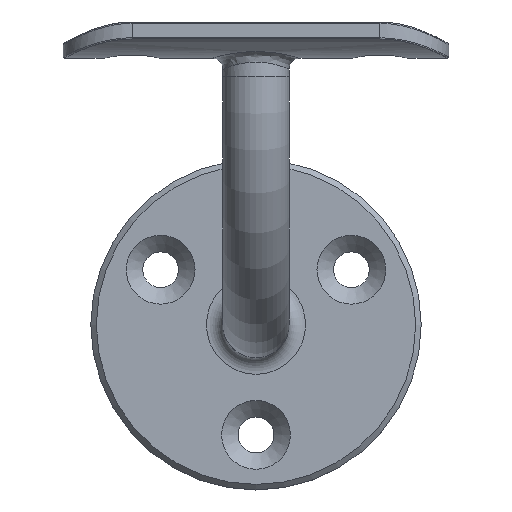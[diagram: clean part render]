
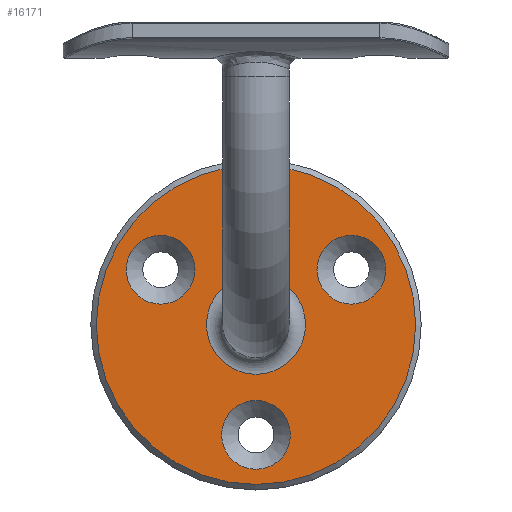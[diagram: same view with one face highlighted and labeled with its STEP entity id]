
A CAD part, top view. The second image highlights one B-rep face of the part: STEP entity #16171.
In plain terms, the highlighted planar face has unit normal (0, 0, 1).
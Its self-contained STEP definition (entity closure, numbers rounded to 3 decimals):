
#371 = VERTEX_POINT ( 'NONE', #7920 ) ;
#632 = ORIENTED_EDGE ( 'NONE', *, *, #14028, .F. ) ;
#969 = DIRECTION ( 'NONE',  ( 1., 0., 0. ) ) ;
#974 = ORIENTED_EDGE ( 'NONE', *, *, #2142, .F. ) ;
#1035 = CIRCLE ( 'NONE', #7001, 6.25 ) ;
#1146 = CARTESIAN_POINT ( 'NONE',  ( -11.071, 10., 5.5 ) ) ;
#1245 = CARTESIAN_POINT ( 'NONE',  ( 0., 0., 5.5 ) ) ;
#1937 = AXIS2_PLACEMENT_3D ( 'NONE', #1245, #9139, #3727 ) ;
#2142 = EDGE_CURVE ( 'NONE', #10143, #10143, #4580, .T. ) ;
#2162 = EDGE_CURVE ( 'NONE', #15655, #15655, #1035, .T. ) ;
#2218 = CARTESIAN_POINT ( 'NONE',  ( -17.321, 10., 5.5 ) ) ;
#2247 = FACE_BOUND ( 'NONE', #8942, .T. ) ;
#3045 = AXIS2_PLACEMENT_3D ( 'NONE', #9708, #4354, #16612 ) ;
#3564 = DIRECTION ( 'NONE',  ( 1., 0., 0. ) ) ;
#3712 = EDGE_LOOP ( 'NONE', ( #12833 ) ) ;
#3727 = DIRECTION ( 'NONE',  ( 1., 0., 0. ) ) ;
#4354 = DIRECTION ( 'NONE',  ( 0., 0., 1. ) ) ;
#4580 = CIRCLE ( 'NONE', #14471, 6.25 ) ;
#4855 = EDGE_LOOP ( 'NONE', ( #6811 ) ) ;
#4912 = CARTESIAN_POINT ( 'NONE',  ( 0., -20., 5.5 ) ) ;
#5150 = AXIS2_PLACEMENT_3D ( 'NONE', #7685, #17062, #14247 ) ;
#5306 = CARTESIAN_POINT ( 'NONE',  ( 9., 0., 5.5 ) ) ;
#5393 = CIRCLE ( 'NONE', #3045, 6.25 ) ;
#5887 = EDGE_LOOP ( 'NONE', ( #8765 ) ) ;
#6468 = CARTESIAN_POINT ( 'NONE',  ( 6.25, -20., 5.5 ) ) ;
#6524 = CARTESIAN_POINT ( 'NONE',  ( 29., 0., 5.5 ) ) ;
#6540 = CARTESIAN_POINT ( 'NONE',  ( 0., 0., 5.5 ) ) ;
#6811 = ORIENTED_EDGE ( 'NONE', *, *, #2162, .F. ) ;
#7001 = AXIS2_PLACEMENT_3D ( 'NONE', #4912, #10151, #969 ) ;
#7241 = FACE_BOUND ( 'NONE', #5887, .T. ) ;
#7685 = CARTESIAN_POINT ( 'NONE',  ( 0., 0., 5.5 ) ) ;
#7920 = CARTESIAN_POINT ( 'NONE',  ( 23.571, 10., 5.5 ) ) ;
#8043 = VERTEX_POINT ( 'NONE', #6524 ) ;
#8765 = ORIENTED_EDGE ( 'NONE', *, *, #9314, .T. ) ;
#8942 = EDGE_LOOP ( 'NONE', ( #632 ) ) ;
#9139 = DIRECTION ( 'NONE',  ( 0., 0., 1. ) ) ;
#9314 = EDGE_CURVE ( 'NONE', #12289, #12289, #12340, .T. ) ;
#9543 = FACE_OUTER_BOUND ( 'NONE', #3712, .T. ) ;
#9708 = CARTESIAN_POINT ( 'NONE',  ( 17.321, 10., 5.5 ) ) ;
#10143 = VERTEX_POINT ( 'NONE', #1146 ) ;
#10151 = DIRECTION ( 'NONE',  ( 0., 0., 1. ) ) ;
#10397 = FACE_BOUND ( 'NONE', #4855, .T. ) ;
#10537 = PLANE ( 'NONE',  #15557 ) ;
#10892 = EDGE_LOOP ( 'NONE', ( #974 ) ) ;
#11788 = DIRECTION ( 'NONE',  ( 0., 0., 1. ) ) ;
#12289 = VERTEX_POINT ( 'NONE', #5306 ) ;
#12340 = CIRCLE ( 'NONE', #5150, 9. ) ;
#12833 = ORIENTED_EDGE ( 'NONE', *, *, #13439, .T. ) ;
#13080 = DIRECTION ( 'NONE',  ( 0., 0., 1. ) ) ;
#13184 = CIRCLE ( 'NONE', #1937, 29. ) ;
#13439 = EDGE_CURVE ( 'NONE', #8043, #8043, #13184, .T. ) ;
#14028 = EDGE_CURVE ( 'NONE', #371, #371, #5393, .T. ) ;
#14247 = DIRECTION ( 'NONE',  ( 1., 0., 0. ) ) ;
#14379 = DIRECTION ( 'NONE',  ( 1., 0., 0. ) ) ;
#14471 = AXIS2_PLACEMENT_3D ( 'NONE', #2218, #11788, #3564 ) ;
#15557 = AXIS2_PLACEMENT_3D ( 'NONE', #6540, #13080, #14379 ) ;
#15655 = VERTEX_POINT ( 'NONE', #6468 ) ;
#16171 = ADVANCED_FACE ( 'NONE', ( #9543, #10397, #16534, #2247, #7241 ), #10537, .T. ) ;
#16534 = FACE_BOUND ( 'NONE', #10892, .T. ) ;
#16612 = DIRECTION ( 'NONE',  ( 1., 0., 0. ) ) ;
#17062 = DIRECTION ( 'NONE',  ( 0., 0., -1. ) ) ;
